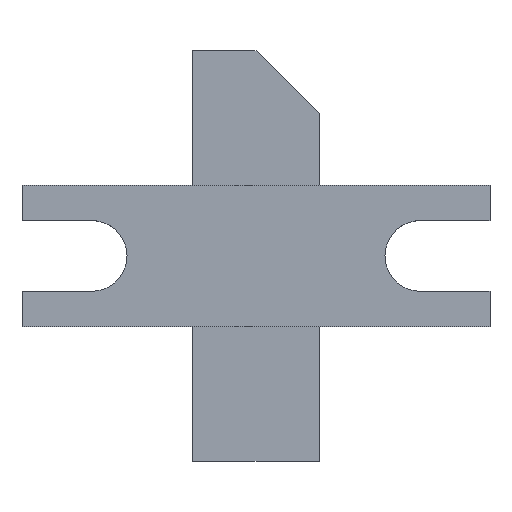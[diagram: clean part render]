
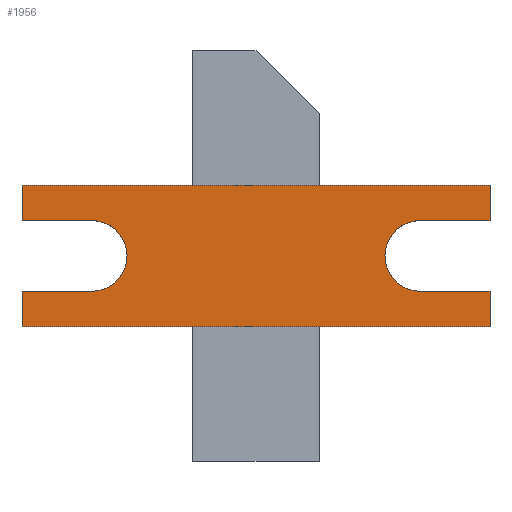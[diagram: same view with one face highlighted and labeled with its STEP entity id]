
A CAD part, top view. The second image highlights one B-rep face of the part: STEP entity #1956.
In plain terms, the highlighted planar face has unit normal (0, 0, 1).
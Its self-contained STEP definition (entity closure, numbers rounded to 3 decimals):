
#1956=ADVANCED_FACE('',(#3375),#3377,.T.);
#3375=FACE_BOUND('',#3376,.T.);
#3376=EDGE_LOOP('',(#4838,#4839,#4840,#4841,#4842,#4843,#4844,#4845,#4846,#4847,
#4848,#4849));
#3377=PLANE('',#3378);
#3378=AXIS2_PLACEMENT_3D('',#3379,#3380,#3381);
#3379=CARTESIAN_POINT('',(0.,0.,1.6));
#3380=DIRECTION('',(0.,0.,1.));
#3381=DIRECTION('',(-1.,0.,0.));
#4838=ORIENTED_EDGE('',*,*,#5413,.T.);
#4839=ORIENTED_EDGE('',*,*,#5411,.T.);
#4840=ORIENTED_EDGE('',*,*,#5433,.T.);
#4841=ORIENTED_EDGE('',*,*,#5431,.T.);
#4842=ORIENTED_EDGE('',*,*,#5429,.T.);
#4843=ORIENTED_EDGE('',*,*,#5427,.T.);
#4844=ORIENTED_EDGE('',*,*,#5425,.T.);
#4845=ORIENTED_EDGE('',*,*,#5423,.T.);
#4846=ORIENTED_EDGE('',*,*,#5421,.T.);
#4847=ORIENTED_EDGE('',*,*,#5419,.T.);
#4848=ORIENTED_EDGE('',*,*,#5417,.T.);
#4849=ORIENTED_EDGE('',*,*,#5415,.T.);
#5411=EDGE_CURVE('',#6370,#6368,#6371,.T.);
#5413=EDGE_CURVE('',#6373,#6370,#6374,.T.);
#5415=EDGE_CURVE('',#6376,#6373,#6377,.T.);
#5417=EDGE_CURVE('',#6379,#6376,#6380,.T.);
#5419=EDGE_CURVE('',#6382,#6379,#6383,.T.);
#5421=EDGE_CURVE('',#6385,#6382,#6386,.T.);
#5423=EDGE_CURVE('',#6388,#6385,#6389,.T.);
#5425=EDGE_CURVE('',#6391,#6388,#6392,.T.);
#5427=EDGE_CURVE('',#6394,#6391,#6395,.T.);
#5429=EDGE_CURVE('',#6397,#6394,#6398,.T.);
#5431=EDGE_CURVE('',#6400,#6397,#6401,.T.);
#5433=EDGE_CURVE('',#6368,#6400,#6403,.T.);
#6368=VERTEX_POINT('',#8490);
#6370=VERTEX_POINT('',#8494);
#6371=LINE('',#8495,#8496);
#6373=VERTEX_POINT('',#8501);
#6374=LINE('',#8502,#8503);
#6376=VERTEX_POINT('',#8508);
#6377=LINE('',#8509,#8510);
#6379=VERTEX_POINT('',#8515);
#6380=CIRCLE('',#8516,1.55);
#6382=VERTEX_POINT('',#8523);
#6383=LINE('',#8524,#8525);
#6385=VERTEX_POINT('',#8530);
#6386=LINE('',#8531,#8532);
#6388=VERTEX_POINT('',#8537);
#6389=LINE('',#8538,#8539);
#6391=VERTEX_POINT('',#8544);
#6392=LINE('',#8545,#8546);
#6394=VERTEX_POINT('',#8551);
#6395=LINE('',#8552,#8553);
#6397=VERTEX_POINT('',#8558);
#6398=CIRCLE('',#8559,1.55);
#6400=VERTEX_POINT('',#8566);
#6401=LINE('',#8567,#8568);
#6403=LINE('',#8573,#8574);
#8490=CARTESIAN_POINT('',(10.25,-3.1,1.6));
#8494=CARTESIAN_POINT('',(-10.25,-3.1,1.6));
#8495=CARTESIAN_POINT('',(-10.25,-3.1,1.6));
#8496=VECTOR('',#8497,1.);
#8497=DIRECTION('',(1.,0.,0.));
#8501=CARTESIAN_POINT('',(-10.25,-1.55,1.6));
#8502=CARTESIAN_POINT('',(-10.25,-1.55,1.6));
#8503=VECTOR('',#8504,1.);
#8504=DIRECTION('',(0.,-1.,0.));
#8508=CARTESIAN_POINT('',(-7.2,-1.55,1.6));
#8509=CARTESIAN_POINT('',(-7.2,-1.55,1.6));
#8510=VECTOR('',#8511,1.);
#8511=DIRECTION('',(-1.,0.,0.));
#8515=CARTESIAN_POINT('',(-7.2,1.55,1.6));
#8516=AXIS2_PLACEMENT_3D('',#8517,#8518,#8519);
#8517=CARTESIAN_POINT('',(-7.2,0.,1.6));
#8518=DIRECTION('',(0.,0.,-1.));
#8519=DIRECTION('',(0.,1.,0.));
#8523=CARTESIAN_POINT('',(-10.25,1.55,1.6));
#8524=CARTESIAN_POINT('',(-10.25,1.55,1.6));
#8525=VECTOR('',#8526,1.);
#8526=DIRECTION('',(1.,0.,0.));
#8530=CARTESIAN_POINT('',(-10.25,3.1,1.6));
#8531=CARTESIAN_POINT('',(-10.25,3.1,1.6));
#8532=VECTOR('',#8533,1.);
#8533=DIRECTION('',(0.,-1.,0.));
#8537=CARTESIAN_POINT('',(10.25,3.1,1.6));
#8538=CARTESIAN_POINT('',(10.25,3.1,1.6));
#8539=VECTOR('',#8540,1.);
#8540=DIRECTION('',(-1.,0.,0.));
#8544=CARTESIAN_POINT('',(10.25,1.55,1.6));
#8545=CARTESIAN_POINT('',(10.25,1.55,1.6));
#8546=VECTOR('',#8547,1.);
#8547=DIRECTION('',(0.,1.,0.));
#8551=CARTESIAN_POINT('',(7.2,1.55,1.6));
#8552=CARTESIAN_POINT('',(7.2,1.55,1.6));
#8553=VECTOR('',#8554,1.);
#8554=DIRECTION('',(1.,0.,0.));
#8558=CARTESIAN_POINT('',(7.2,-1.55,1.6));
#8559=AXIS2_PLACEMENT_3D('',#8560,#8561,#8562);
#8560=CARTESIAN_POINT('',(7.2,0.,1.6));
#8561=DIRECTION('',(0.,0.,-1.));
#8562=DIRECTION('',(0.,-1.,0.));
#8566=CARTESIAN_POINT('',(10.25,-1.55,1.6));
#8567=CARTESIAN_POINT('',(10.25,-1.55,1.6));
#8568=VECTOR('',#8569,1.);
#8569=DIRECTION('',(-1.,0.,0.));
#8573=CARTESIAN_POINT('',(10.25,-3.1,1.6));
#8574=VECTOR('',#8575,1.);
#8575=DIRECTION('',(0.,1.,0.));
